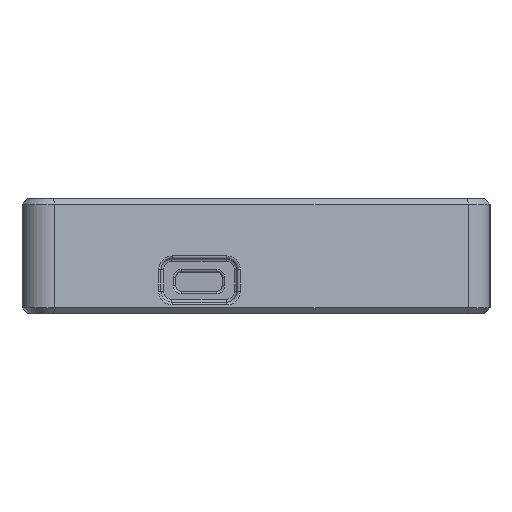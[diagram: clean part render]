
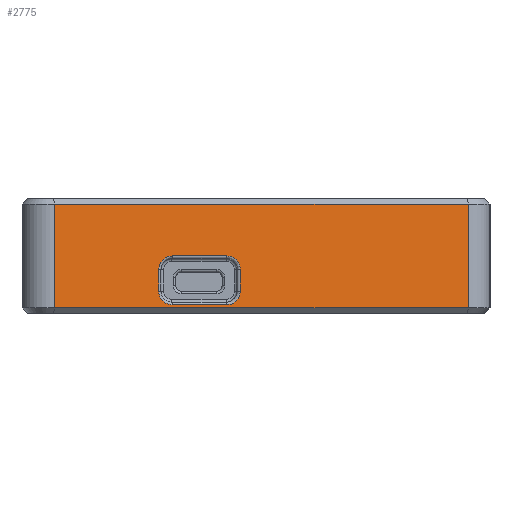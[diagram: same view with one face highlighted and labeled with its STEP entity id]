
A CAD part, left-side view. The second image highlights one B-rep face of the part: STEP entity #2775.
In plain terms, the highlighted planar face has unit normal (-0.98, -0.199, 0).
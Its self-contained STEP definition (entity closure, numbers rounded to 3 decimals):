
#27=ELLIPSE('',#3005,2.551,2.5);
#28=ELLIPSE('',#3006,2.551,2.5);
#29=ELLIPSE('',#3007,2.551,2.5);
#30=ELLIPSE('',#3008,2.551,2.5);
#36=FACE_BOUND('',#414,.T.);
#143=PLANE('',#3004);
#246=FACE_OUTER_BOUND('',#413,.T.);
#413=EDGE_LOOP('',(#2136,#2137,#2138,#2139));
#414=EDGE_LOOP('',(#2140,#2141,#2142,#2143,#2144,#2145,#2146,#2147));
#806=LINE('',#4443,#1051);
#810=LINE('',#4452,#1055);
#811=LINE('',#4456,#1056);
#812=LINE('',#4457,#1057);
#813=LINE('',#4460,#1058);
#814=LINE('',#4464,#1059);
#815=LINE('',#4468,#1060);
#816=LINE('',#4472,#1061);
#1051=VECTOR('',#3543,10.);
#1055=VECTOR('',#3551,10.);
#1056=VECTOR('',#3556,10.);
#1057=VECTOR('',#3557,10.);
#1058=VECTOR('',#3558,10.);
#1059=VECTOR('',#3561,10.);
#1060=VECTOR('',#3564,10.);
#1061=VECTOR('',#3567,10.);
#1282=VERTEX_POINT('',#4415);
#1288=VERTEX_POINT('',#4439);
#1291=VERTEX_POINT('',#4451);
#1292=VERTEX_POINT('',#4455);
#1293=VERTEX_POINT('',#4458);
#1294=VERTEX_POINT('',#4459);
#1295=VERTEX_POINT('',#4461);
#1296=VERTEX_POINT('',#4463);
#1297=VERTEX_POINT('',#4465);
#1298=VERTEX_POINT('',#4467);
#1299=VERTEX_POINT('',#4469);
#1300=VERTEX_POINT('',#4471);
#1602=EDGE_CURVE('',#1282,#1288,#806,.T.);
#1606=EDGE_CURVE('',#1288,#1291,#810,.T.);
#1608=EDGE_CURVE('',#1292,#1282,#811,.T.);
#1609=EDGE_CURVE('',#1291,#1292,#812,.T.);
#1610=EDGE_CURVE('',#1293,#1294,#813,.T.);
#1611=EDGE_CURVE('',#1295,#1293,#27,.T.);
#1612=EDGE_CURVE('',#1296,#1295,#814,.T.);
#1613=EDGE_CURVE('',#1297,#1296,#28,.T.);
#1614=EDGE_CURVE('',#1298,#1297,#815,.T.);
#1615=EDGE_CURVE('',#1299,#1298,#29,.T.);
#1616=EDGE_CURVE('',#1300,#1299,#816,.T.);
#1617=EDGE_CURVE('',#1294,#1300,#30,.T.);
#2136=ORIENTED_EDGE('',*,*,#1602,.F.);
#2137=ORIENTED_EDGE('',*,*,#1608,.F.);
#2138=ORIENTED_EDGE('',*,*,#1609,.F.);
#2139=ORIENTED_EDGE('',*,*,#1606,.F.);
#2140=ORIENTED_EDGE('',*,*,#1610,.F.);
#2141=ORIENTED_EDGE('',*,*,#1611,.F.);
#2142=ORIENTED_EDGE('',*,*,#1612,.F.);
#2143=ORIENTED_EDGE('',*,*,#1613,.F.);
#2144=ORIENTED_EDGE('',*,*,#1614,.F.);
#2145=ORIENTED_EDGE('',*,*,#1615,.F.);
#2146=ORIENTED_EDGE('',*,*,#1616,.F.);
#2147=ORIENTED_EDGE('',*,*,#1617,.F.);
#2775=ADVANCED_FACE('',(#246,#36),#143,.F.);
#3004=AXIS2_PLACEMENT_3D('',#4454,#3554,#3555);
#3005=AXIS2_PLACEMENT_3D('',#4462,#3559,#3560);
#3006=AXIS2_PLACEMENT_3D('',#4466,#3562,#3563);
#3007=AXIS2_PLACEMENT_3D('',#4470,#3565,#3566);
#3008=AXIS2_PLACEMENT_3D('',#4473,#3568,#3569);
#3543=DIRECTION('',(0.199,-0.98,0.));
#3551=DIRECTION('',(0.,0.,-1.));
#3554=DIRECTION('center_axis',(0.98,0.199,0.));
#3555=DIRECTION('ref_axis',(0.199,-0.98,0.));
#3556=DIRECTION('',(0.,0.,1.));
#3557=DIRECTION('',(-0.199,0.98,0.));
#3558=DIRECTION('',(0.,0.,-1.));
#3559=DIRECTION('center_axis',(-0.98,-0.199,0.));
#3560=DIRECTION('ref_axis',(-0.199,0.98,0.));
#3561=DIRECTION('',(-0.199,0.98,0.));
#3562=DIRECTION('center_axis',(-0.98,-0.199,0.));
#3563=DIRECTION('ref_axis',(0.199,-0.98,0.));
#3564=DIRECTION('',(0.,0.,1.));
#3565=DIRECTION('center_axis',(-0.98,-0.199,0.));
#3566=DIRECTION('ref_axis',(0.199,-0.98,0.));
#3567=DIRECTION('',(0.199,-0.98,0.));
#3568=DIRECTION('center_axis',(-0.98,-0.199,0.));
#3569=DIRECTION('ref_axis',(-0.199,0.98,0.));
#4415=CARTESIAN_POINT('',(-7.781,-0.996,20.147));
#4439=CARTESIAN_POINT('',(7.711,-77.196,20.147));
#4443=CARTESIAN_POINT('',(-1.826,-30.288,20.147));
#4451=CARTESIAN_POINT('',(7.711,-77.196,1.));
#4452=CARTESIAN_POINT('',(7.711,-77.196,10.));
#4454=CARTESIAN_POINT('Origin',(-9.,5.,20.));
#4455=CARTESIAN_POINT('',(-7.781,-0.996,1.));
#4456=CARTESIAN_POINT('',(-7.781,-0.996,10.));
#4457=CARTESIAN_POINT('',(-1.826,-30.288,1.));
#4458=CARTESIAN_POINT('',(-3.877,-20.198,8.08));
#4459=CARTESIAN_POINT('',(-3.877,-20.198,4.08));
#4460=CARTESIAN_POINT('',(-3.877,-20.198,11.04));
#4461=CARTESIAN_POINT('',(-3.369,-22.698,10.58));
#4462=CARTESIAN_POINT('Origin',(-3.369,-22.698,8.08));
#4463=CARTESIAN_POINT('',(-1.336,-32.698,10.58));
#4464=CARTESIAN_POINT('',(-6.401,-7.783,10.58));
#4465=CARTESIAN_POINT('',(-0.827,-35.198,8.08));
#4466=CARTESIAN_POINT('Origin',(-1.336,-32.698,8.08));
#4467=CARTESIAN_POINT('',(-0.827,-35.198,4.08));
#4468=CARTESIAN_POINT('',(-0.827,-35.198,15.04));
#4469=CARTESIAN_POINT('',(-1.336,-32.698,1.58));
#4470=CARTESIAN_POINT('Origin',(-1.336,-32.698,4.08));
#4471=CARTESIAN_POINT('',(-3.369,-22.698,1.58));
#4472=CARTESIAN_POINT('',(-5.034,-14.506,1.58));
#4473=CARTESIAN_POINT('Origin',(-3.369,-22.698,4.08));
